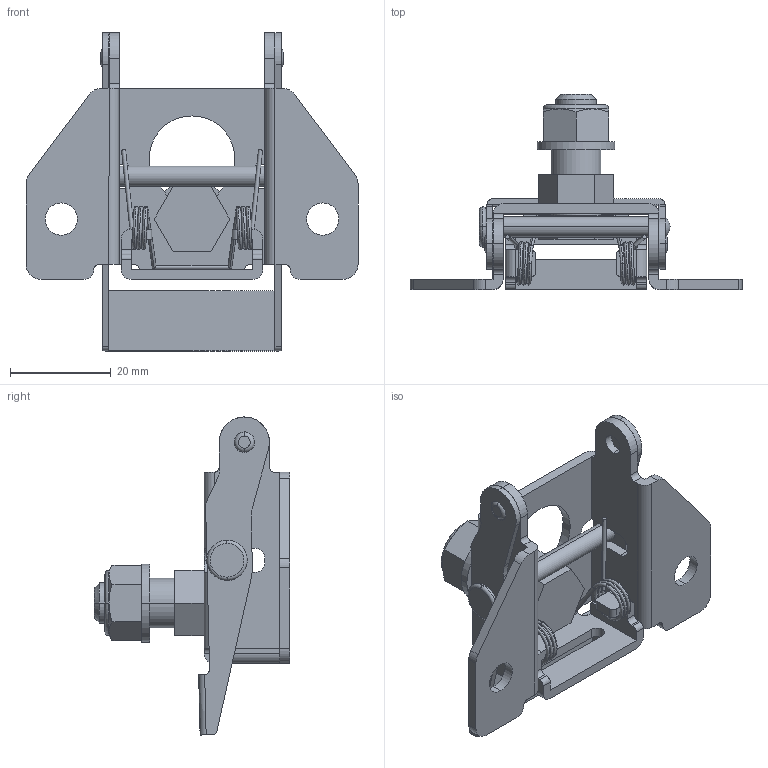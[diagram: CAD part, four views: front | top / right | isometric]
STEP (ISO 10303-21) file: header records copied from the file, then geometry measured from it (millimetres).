
FILE_DESCRIPTION (( 'STEP AP214' ), '1' );
FILE_NAME ('TM_326_1.STEP', '2015-02-23T00:45:46', ( '' ), ( '' ), 'SwSTEP 2.0', 'SolidWorks 2015', '' );
FILE_SCHEMA (( 'AUTOMOTIVE_DESIGN' ));
Length unit declared in the file: millimetre
Products named in the file (4): shaft; lever; base; TM_326_1
Assembly tree (3 placements, depth 2):
  TM_326_1
    base
    lever
    shaft
Bounding box: 66 x 38.8 x 63.23 mm (x, y, z)
Volume: 12429.8 mm3; surface area: 13867.8 mm2
Topology: 4 solids, 4 shells, 267 faces, 720 edges, 467 vertices
Faces by surface type: cylinder 118, plane 115, torus 18, cone 8, bspline 6, sphere 2
Entity records: 10059 total; most frequent: CARTESIAN_POINT 2982, DIRECTION 1518, ORIENTED_EDGE 1432, EDGE_CURVE 716, AXIS2_PLACEMENT_3D 561, VERTEX_POINT 467, VECTOR 396, LINE 396
